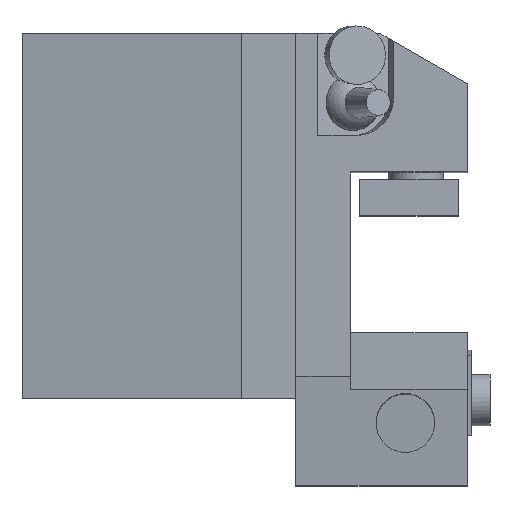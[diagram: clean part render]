
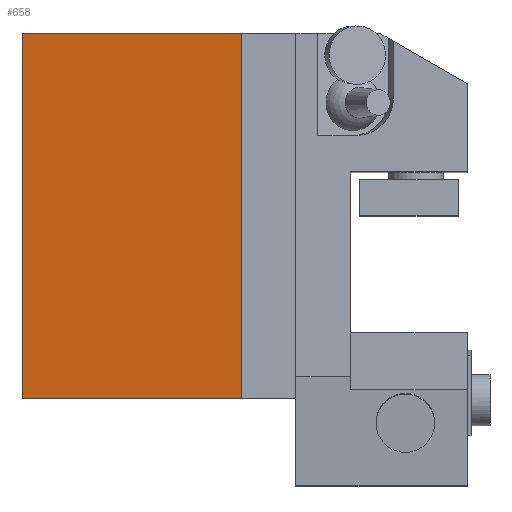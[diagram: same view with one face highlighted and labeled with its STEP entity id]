
A CAD part, top view. The second image highlights one B-rep face of the part: STEP entity #658.
In plain terms, the highlighted planar face has unit normal (-0.174, 0, 0.985).
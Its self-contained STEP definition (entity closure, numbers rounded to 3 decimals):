
#658=ADVANCED_FACE('',(#1187),#936,.F.);
#936=PLANE('',#6191);
#1187=FACE_OUTER_BOUND('',#1459,.T.);
#1459=EDGE_LOOP('',(#2816,#2817,#2818,#2819));
#2816=ORIENTED_EDGE('',*,*,#4446,.F.);
#2817=ORIENTED_EDGE('',*,*,#4452,.F.);
#2818=ORIENTED_EDGE('',*,*,#4290,.F.);
#2819=ORIENTED_EDGE('',*,*,#4067,.F.);
#3487=VERTEX_POINT('',#8615);
#3489=VERTEX_POINT('',#8618);
#3643=VERTEX_POINT('',#9036);
#3726=VERTEX_POINT('',#9313);
#4067=EDGE_CURVE('',#3487,#3489,#4747,.T.);
#4290=EDGE_CURVE('',#3489,#3643,#4952,.T.);
#4446=EDGE_CURVE('',#3726,#3487,#5098,.T.);
#4452=EDGE_CURVE('',#3643,#3726,#5104,.T.);
#4747=LINE('',#8617,#5303);
#4952=LINE('',#9035,#5508);
#5098=LINE('',#9314,#5654);
#5104=LINE('',#9324,#5660);
#5303=VECTOR('',#6882,1.);
#5508=VECTOR('',#7205,1.);
#5654=VECTOR('',#7449,1.);
#5660=VECTOR('',#7459,1.);
#6191=AXIS2_PLACEMENT_3D('',#9497,#7730,#7731);
#6882=DIRECTION('',(0.,1.,0.));
#7205=DIRECTION('',(0.985,0.,0.174));
#7449=DIRECTION('',(-0.985,0.,-0.174));
#7459=DIRECTION('',(0.,-1.,0.));
#7730=DIRECTION('',(0.174,0.,-0.985));
#7731=DIRECTION('',(0.985,0.,0.174));
#8615=CARTESIAN_POINT('',(-20.5,-25.,49.36));
#8617=CARTESIAN_POINT('',(-20.5,25.,49.36));
#8618=CARTESIAN_POINT('',(-20.5,25.,49.36));
#9035=CARTESIAN_POINT('',(9.5,25.,54.65));
#9036=CARTESIAN_POINT('',(9.5,25.,54.65));
#9313=CARTESIAN_POINT('',(9.5,-25.,54.65));
#9314=CARTESIAN_POINT('',(9.5,-25.,54.65));
#9324=CARTESIAN_POINT('',(9.5,25.,54.65));
#9497=CARTESIAN_POINT('',(9.5,25.,54.65));
